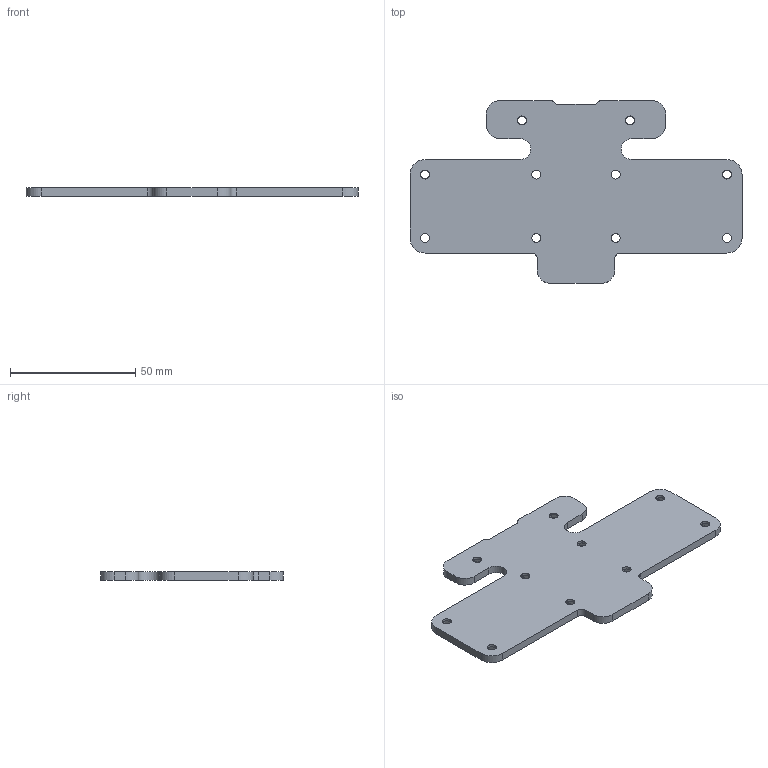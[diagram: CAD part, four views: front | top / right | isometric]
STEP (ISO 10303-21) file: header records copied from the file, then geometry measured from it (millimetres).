
FILE_DESCRIPTION(/* description */ (''),/* implementation_level */ '2;1');
FILE_NAME(/* name */ 'bottom.step',/* time_stamp */ '2023-01-17T19:55:10-05:00',/* author */ (''),/* organization */ (''),/* preprocessor_version */ 'ST-DEVELOPER v19.2',/* originating_system */ 'Autodesk Translation Framework v11.17.0.187',/* authorisation */ '');
FILE_SCHEMA (('AUTOMOTIVE_DESIGN { 1 0 10303 214 3 1 1 }'));
Length unit declared in the file: millimetre
Products named in the file (1): bottom
Bounding box: 132.65 x 72.96 x 3.2 mm (x, y, z)
Volume: 20481.7 mm3; surface area: 15107.4 mm2
Topology: 1 solids, 1 shells, 116 faces, 312 edges, 208 vertices
Faces by surface type: plane 88, cylinder 28
Full cylindrical faces by diameter (mm): 3.6 x10
Entity records: 3685 total; most frequent: CARTESIAN_POINT 637, ORIENTED_EDGE 624, DIRECTION 602, EDGE_CURVE 312, LINE 256, VECTOR 256, VERTEX_POINT 208, AXIS2_PLACEMENT_3D 173
